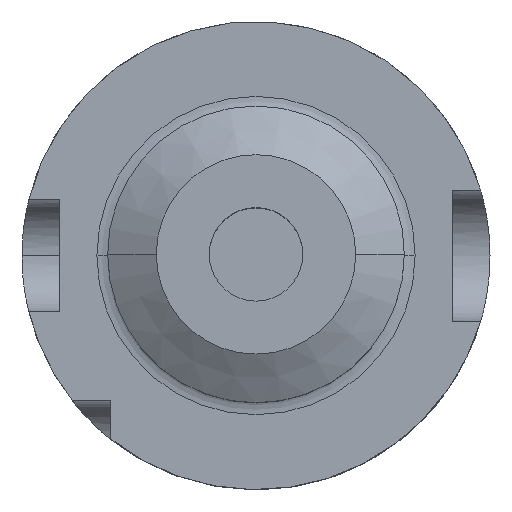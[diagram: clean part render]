
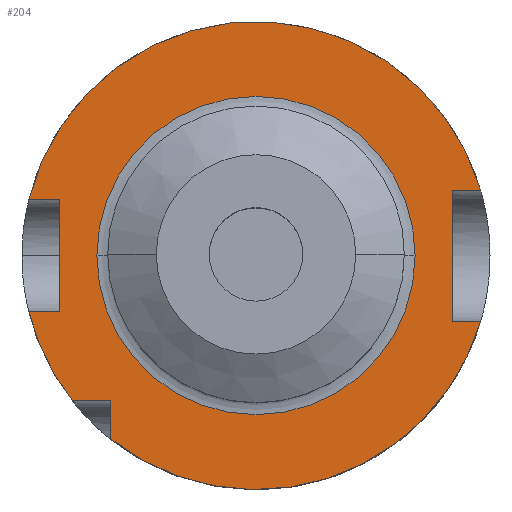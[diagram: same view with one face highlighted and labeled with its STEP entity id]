
A CAD part, top view. The second image highlights one B-rep face of the part: STEP entity #204.
In plain terms, the highlighted planar face has unit normal (0, 0, 1).
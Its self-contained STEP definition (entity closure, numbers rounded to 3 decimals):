
#4 = CARTESIAN_POINT ( 'NONE',  ( -24.269, -6., 26. ) ) ;
#13 = LINE ( 'NONE', #63, #1760 ) ;
#25 = ORIENTED_EDGE ( 'NONE', *, *, #2498, .T. ) ;
#32 = ORIENTED_EDGE ( 'NONE', *, *, #2796, .F. ) ;
#55 = CARTESIAN_POINT ( 'NONE',  ( 21., -7., 26. ) ) ;
#63 = CARTESIAN_POINT ( 'NONE',  ( 31., 7., 26. ) ) ;
#83 = CARTESIAN_POINT ( 'NONE',  ( -19.615, -15.5, 26. ) ) ;
#84 = DIRECTION ( 'NONE',  ( 0., 0., -1. ) ) ;
#99 = VERTEX_POINT ( 'NONE', #746 ) ;
#105 = DIRECTION ( 'NONE',  ( 0., -1., 0. ) ) ;
#118 = CIRCLE ( 'NONE', #202, 17. ) ;
#146 = LINE ( 'NONE', #2071, #2238 ) ;
#153 = CARTESIAN_POINT ( 'NONE',  ( -15.5, -15.5, 26. ) ) ;
#171 = LINE ( 'NONE', #3218, #2415 ) ;
#202 = AXIS2_PLACEMENT_3D ( 'NONE', #326, #84, #1076 ) ;
#204 = ADVANCED_FACE ( 'NONE', ( #1470, #2192 ), #2094, .F. ) ;
#272 = DIRECTION ( 'NONE',  ( -1., 0., 0. ) ) ;
#307 = VERTEX_POINT ( 'NONE', #1709 ) ;
#326 = CARTESIAN_POINT ( 'NONE',  ( 0., 0., 26. ) ) ;
#364 = DIRECTION ( 'NONE',  ( -1., 0., 0. ) ) ;
#463 = EDGE_LOOP ( 'NONE', ( #1762, #1885 ) ) ;
#502 = EDGE_CURVE ( 'NONE', #99, #3033, #118, .T. ) ;
#510 = DIRECTION ( 'NONE',  ( 0., 0., 1. ) ) ;
#540 = DIRECTION ( 'NONE',  ( 1., 0., 0. ) ) ;
#558 = DIRECTION ( 'NONE',  ( 0., -1., 0. ) ) ;
#580 = DIRECTION ( 'NONE',  ( -1., 0., 0. ) ) ;
#590 = VERTEX_POINT ( 'NONE', #1178 ) ;
#617 = CIRCLE ( 'NONE', #2179, 25. ) ;
#630 = EDGE_CURVE ( 'NONE', #650, #1141, #2685, .T. ) ;
#650 = VERTEX_POINT ( 'NONE', #2848 ) ;
#663 = VERTEX_POINT ( 'NONE', #83 ) ;
#746 = CARTESIAN_POINT ( 'NONE',  ( 17., 0., 26. ) ) ;
#796 = DIRECTION ( 'NONE',  ( 0., -1., 0. ) ) ;
#841 = CARTESIAN_POINT ( 'NONE',  ( -24.269, 6., 26. ) ) ;
#876 = CARTESIAN_POINT ( 'NONE',  ( -21., 6., 26. ) ) ;
#883 = CARTESIAN_POINT ( 'NONE',  ( -21., -6., 26. ) ) ;
#887 = CARTESIAN_POINT ( 'NONE',  ( 0., 0., 26. ) ) ;
#945 = VECTOR ( 'NONE', #1653, 1000. ) ;
#976 = DIRECTION ( 'NONE',  ( 1., 0., 0. ) ) ;
#991 = VERTEX_POINT ( 'NONE', #4 ) ;
#1021 = EDGE_CURVE ( 'NONE', #1650, #2594, #146, .T. ) ;
#1038 = ORIENTED_EDGE ( 'NONE', *, *, #2332, .T. ) ;
#1070 = VERTEX_POINT ( 'NONE', #2556 ) ;
#1076 = DIRECTION ( 'NONE',  ( -1., 0., 0. ) ) ;
#1078 = ORIENTED_EDGE ( 'NONE', *, *, #3164, .T. ) ;
#1101 = EDGE_LOOP ( 'NONE', ( #1038, #1114, #25, #1779, #1078, #2710, #2831, #1926, #3097, #2010, #32 ) ) ;
#1114 = ORIENTED_EDGE ( 'NONE', *, *, #2560, .T. ) ;
#1130 = DIRECTION ( 'NONE',  ( 0., 0., 1. ) ) ;
#1141 = VERTEX_POINT ( 'NONE', #841 ) ;
#1178 = CARTESIAN_POINT ( 'NONE',  ( 21., 7., 26. ) ) ;
#1187 = CARTESIAN_POINT ( 'NONE',  ( -31., -6., 26. ) ) ;
#1235 = EDGE_CURVE ( 'NONE', #590, #3119, #1472, .T. ) ;
#1260 = LINE ( 'NONE', #1323, #3256 ) ;
#1318 = CARTESIAN_POINT ( 'NONE',  ( -17., 0., 26. ) ) ;
#1323 = CARTESIAN_POINT ( 'NONE',  ( -15.5, 25., 26. ) ) ;
#1379 = DIRECTION ( 'NONE',  ( 1., 0., 0. ) ) ;
#1381 = VECTOR ( 'NONE', #3217, 1000. ) ;
#1452 = CARTESIAN_POINT ( 'NONE',  ( 0., 0., 26. ) ) ;
#1470 = FACE_BOUND ( 'NONE', #463, .T. ) ;
#1472 = LINE ( 'NONE', #2202, #3107 ) ;
#1597 = CIRCLE ( 'NONE', #3196, 17. ) ;
#1628 = CARTESIAN_POINT ( 'NONE',  ( 0., -15.5, 26. ) ) ;
#1637 = EDGE_CURVE ( 'NONE', #1070, #307, #617, .T. ) ;
#1650 = VERTEX_POINT ( 'NONE', #876 ) ;
#1651 = DIRECTION ( 'NONE',  ( 0., 0., -1. ) ) ;
#1653 = DIRECTION ( 'NONE',  ( 1., 0., 0. ) ) ;
#1676 = EDGE_CURVE ( 'NONE', #3033, #99, #1597, .T. ) ;
#1709 = CARTESIAN_POINT ( 'NONE',  ( 24., -7., 26. ) ) ;
#1718 = LINE ( 'NONE', #1187, #2811 ) ;
#1733 = EDGE_CURVE ( 'NONE', #1141, #1650, #1764, .T. ) ;
#1760 = VECTOR ( 'NONE', #272, 1000. ) ;
#1762 = ORIENTED_EDGE ( 'NONE', *, *, #1676, .T. ) ;
#1764 = LINE ( 'NONE', #2699, #1381 ) ;
#1779 = ORIENTED_EDGE ( 'NONE', *, *, #1637, .T. ) ;
#1808 = CARTESIAN_POINT ( 'NONE',  ( 0., 0., 26. ) ) ;
#1885 = ORIENTED_EDGE ( 'NONE', *, *, #502, .T. ) ;
#1926 = ORIENTED_EDGE ( 'NONE', *, *, #630, .T. ) ;
#1986 = EDGE_CURVE ( 'NONE', #650, #590, #13, .T. ) ;
#2010 = ORIENTED_EDGE ( 'NONE', *, *, #1021, .T. ) ;
#2071 = CARTESIAN_POINT ( 'NONE',  ( -21., -6., 26. ) ) ;
#2094 = PLANE ( 'NONE',  #2396 ) ;
#2179 = AXIS2_PLACEMENT_3D ( 'NONE', #887, #1130, #1379 ) ;
#2192 = FACE_OUTER_BOUND ( 'NONE', #1101, .T. ) ;
#2202 = CARTESIAN_POINT ( 'NONE',  ( 21., -7., 26. ) ) ;
#2204 = DIRECTION ( 'NONE',  ( 1., 0., 0. ) ) ;
#2230 = LINE ( 'NONE', #1628, #945 ) ;
#2238 = VECTOR ( 'NONE', #796, 1000. ) ;
#2291 = DIRECTION ( 'NONE',  ( 0., 0., 1. ) ) ;
#2332 = EDGE_CURVE ( 'NONE', #991, #663, #2499, .T. ) ;
#2396 = AXIS2_PLACEMENT_3D ( 'NONE', #2599, #1651, #580 ) ;
#2415 = VECTOR ( 'NONE', #364, 1000. ) ;
#2434 = DIRECTION ( 'NONE',  ( 0., 0., -1. ) ) ;
#2441 = AXIS2_PLACEMENT_3D ( 'NONE', #1808, #510, #540 ) ;
#2497 = CARTESIAN_POINT ( 'NONE',  ( 0., 0., 26. ) ) ;
#2498 = EDGE_CURVE ( 'NONE', #3157, #1070, #1260, .T. ) ;
#2499 = CIRCLE ( 'NONE', #2508, 25. ) ;
#2508 = AXIS2_PLACEMENT_3D ( 'NONE', #2497, #2291, #976 ) ;
#2556 = CARTESIAN_POINT ( 'NONE',  ( -15.5, -19.615, 26. ) ) ;
#2560 = EDGE_CURVE ( 'NONE', #663, #3157, #2230, .T. ) ;
#2594 = VERTEX_POINT ( 'NONE', #883 ) ;
#2599 = CARTESIAN_POINT ( 'NONE',  ( 0., 25., 26. ) ) ;
#2685 = CIRCLE ( 'NONE', #2441, 25. ) ;
#2699 = CARTESIAN_POINT ( 'NONE',  ( -31., 6., 26. ) ) ;
#2710 = ORIENTED_EDGE ( 'NONE', *, *, #1235, .F. ) ;
#2796 = EDGE_CURVE ( 'NONE', #991, #2594, #1718, .T. ) ;
#2811 = VECTOR ( 'NONE', #2204, 1000. ) ;
#2831 = ORIENTED_EDGE ( 'NONE', *, *, #1986, .F. ) ;
#2848 = CARTESIAN_POINT ( 'NONE',  ( 24., 7., 26. ) ) ;
#2972 = DIRECTION ( 'NONE',  ( -1., 0., 0. ) ) ;
#3033 = VERTEX_POINT ( 'NONE', #1318 ) ;
#3097 = ORIENTED_EDGE ( 'NONE', *, *, #1733, .T. ) ;
#3107 = VECTOR ( 'NONE', #105, 1000. ) ;
#3119 = VERTEX_POINT ( 'NONE', #55 ) ;
#3157 = VERTEX_POINT ( 'NONE', #153 ) ;
#3164 = EDGE_CURVE ( 'NONE', #307, #3119, #171, .T. ) ;
#3196 = AXIS2_PLACEMENT_3D ( 'NONE', #1452, #2434, #2972 ) ;
#3217 = DIRECTION ( 'NONE',  ( 1., 0., 0. ) ) ;
#3218 = CARTESIAN_POINT ( 'NONE',  ( 31., -7., 26. ) ) ;
#3256 = VECTOR ( 'NONE', #558, 1000. ) ;
